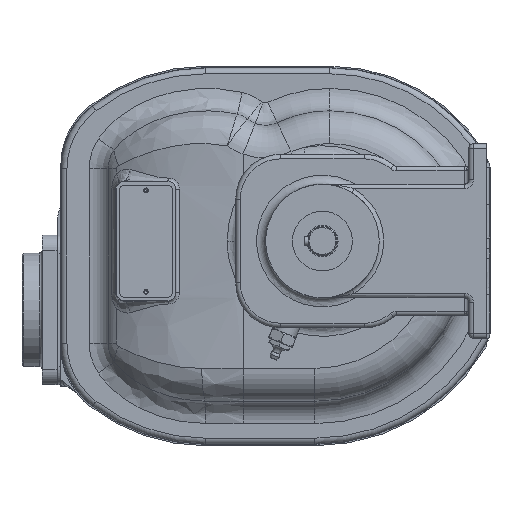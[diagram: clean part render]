
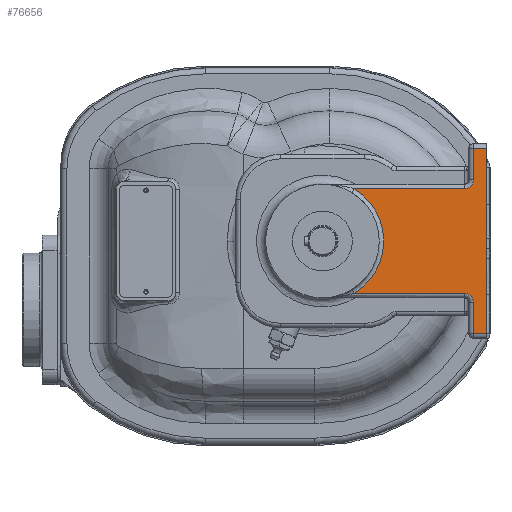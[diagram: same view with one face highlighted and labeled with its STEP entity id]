
A CAD part, left-side view. The second image highlights one B-rep face of the part: STEP entity #76656.
In plain terms, the highlighted planar face has unit normal (-1, 0, 0).
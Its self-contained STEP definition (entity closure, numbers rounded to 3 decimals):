
#29772=DIRECTION('',(0.,0.,1.));
#29773=VECTOR('',#29772,124.);
#29774=CARTESIAN_POINT('',(-225.5,20.,-62.));
#29775=LINE('',#29774,#29773);
#29776=DIRECTION('',(0.,1.,0.));
#29777=VECTOR('',#29776,9.);
#29778=CARTESIAN_POINT('',(-225.5,20.,-62.));
#29779=LINE('',#29778,#29777);
#29780=DIRECTION('',(0.,0.,1.));
#29781=VECTOR('',#29780,21.);
#29782=CARTESIAN_POINT('',(-225.5,29.,-62.));
#29783=LINE('',#29782,#29781);
#29784=DIRECTION('',(0.,-1.,0.));
#29785=VECTOR('',#29784,73.646);
#29786=CARTESIAN_POINT('',(-225.5,108.646,-35.));
#29787=LINE('',#29786,#29785);
#29788=DIRECTION('',(0.,1.,0.));
#29789=VECTOR('',#29788,73.646);
#29790=CARTESIAN_POINT('',(-225.5,35.,35.));
#29791=LINE('',#29790,#29789);
#29792=DIRECTION('',(0.,0.,1.));
#29793=VECTOR('',#29792,21.);
#29794=CARTESIAN_POINT('',(-225.5,29.,41.));
#29795=LINE('',#29794,#29793);
#29796=DIRECTION('',(0.,1.,0.));
#29797=VECTOR('',#29796,9.);
#29798=CARTESIAN_POINT('',(-225.5,20.,62.));
#29799=LINE('',#29798,#29797);
#29810=CARTESIAN_POINT('',(-225.5,35.,-41.));
#29811=DIRECTION('',(1.,0.,0.));
#29812=DIRECTION('',(0.,0.,1.));
#29813=AXIS2_PLACEMENT_3D('',#29810,#29811,#29812);
#29820=CARTESIAN_POINT('',(-225.5,108.646,-35.));
#30845=CARTESIAN_POINT('',(-225.5,35.,41.));
#30846=DIRECTION('',(1.,0.,0.));
#30847=DIRECTION('',(0.,-1.,0.));
#30848=AXIS2_PLACEMENT_3D('',#30845,#30846,#30847);
#31165=CARTESIAN_POINT('',(-225.5,130.,0.));
#31166=DIRECTION('',(1.,0.,0.));
#31167=DIRECTION('',(0.,-0.521,0.854));
#31168=AXIS2_PLACEMENT_3D('',#31165,#31166,#31167);
#41579=CARTESIAN_POINT('',(-225.5,20.,-62.));
#41580=CARTESIAN_POINT('',(-225.5,20.,62.));
#41581=VERTEX_POINT('',#41579);
#41582=VERTEX_POINT('',#41580);
#41661=VERTEX_POINT('',#29820);
#41673=CARTESIAN_POINT('',(-225.5,35.,-35.));
#41674=VERTEX_POINT('',#41673);
#41691=CARTESIAN_POINT('',(-225.5,29.,62.));
#41692=VERTEX_POINT('',#41691);
#41695=CARTESIAN_POINT('',(-225.5,29.,-62.));
#41696=VERTEX_POINT('',#41695);
#41705=CARTESIAN_POINT('',(-225.5,29.,-41.));
#41706=VERTEX_POINT('',#41705);
#41711=CARTESIAN_POINT('',(-225.5,29.,41.));
#41712=VERTEX_POINT('',#41711);
#41713=CARTESIAN_POINT('',(-225.5,35.,35.));
#41714=VERTEX_POINT('',#41713);
#41715=CARTESIAN_POINT('',(-225.5,108.646,35.));
#41716=VERTEX_POINT('',#41715);
#76631=CARTESIAN_POINT('',(-225.5,130.,0.));
#76632=DIRECTION('',(-1.,0.,0.));
#76633=DIRECTION('',(0.,0.,1.));
#76634=AXIS2_PLACEMENT_3D('',#76631,#76632,#76633);
#76635=PLANE('',#76634);
#76636=ORIENTED_EDGE('',*,*,#76595,.F.);
#76637=ORIENTED_EDGE('',*,*,#76585,.T.);
#76639=ORIENTED_EDGE('',*,*,#76638,.T.);
#76641=ORIENTED_EDGE('',*,*,#76640,.F.);
#76643=ORIENTED_EDGE('',*,*,#76642,.F.);
#76645=ORIENTED_EDGE('',*,*,#76644,.F.);
#76647=ORIENTED_EDGE('',*,*,#76646,.F.);
#76649=ORIENTED_EDGE('',*,*,#76648,.F.);
#76651=ORIENTED_EDGE('',*,*,#76650,.T.);
#76653=ORIENTED_EDGE('',*,*,#76652,.F.);
#76654=EDGE_LOOP('',(#76636,#76637,#76639,#76641,#76643,#76645,#76647,#76649,
#76651,#76653));
#76655=FACE_OUTER_BOUND('',#76654,.F.);
#76656=ADVANCED_FACE('',(#76655),#76635,.T.);
#29814=CIRCLE('',#29813,6.);
#30849=CIRCLE('',#30848,6.);
#31169=CIRCLE('',#31168,41.);
#76585=EDGE_CURVE('',#41581,#41696,#29779,.T.);
#76595=EDGE_CURVE('',#41581,#41582,#29775,.T.);
#76638=EDGE_CURVE('',#41696,#41706,#29783,.T.);
#76640=EDGE_CURVE('',#41674,#41706,#29814,.T.);
#76642=EDGE_CURVE('',#41661,#41674,#29787,.T.);
#76644=EDGE_CURVE('',#41716,#41661,#31169,.T.);
#76646=EDGE_CURVE('',#41714,#41716,#29791,.T.);
#76648=EDGE_CURVE('',#41712,#41714,#30849,.T.);
#76650=EDGE_CURVE('',#41712,#41692,#29795,.T.);
#76652=EDGE_CURVE('',#41582,#41692,#29799,.T.);
